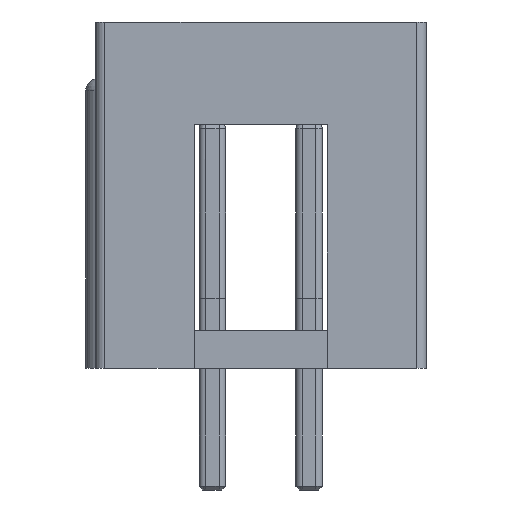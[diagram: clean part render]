
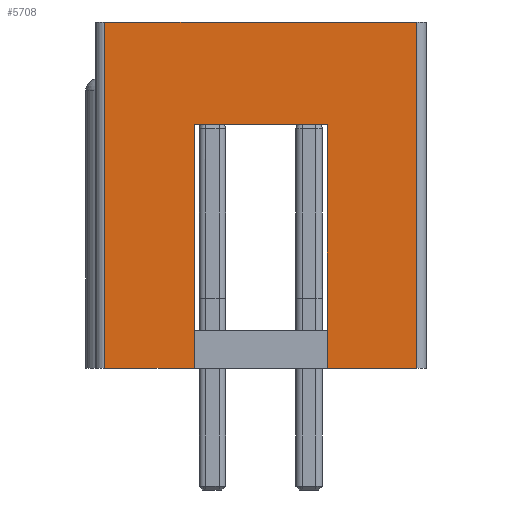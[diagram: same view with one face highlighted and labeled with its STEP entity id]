
A CAD part, left-side view. The second image highlights one B-rep face of the part: STEP entity #5708.
In plain terms, the highlighted planar face has unit normal (-1, 0, 0).
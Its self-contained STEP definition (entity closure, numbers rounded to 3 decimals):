
#69 = PLANE('',#70);
#70 = AXIS2_PLACEMENT_3D('',#71,#72,#73);
#71 = CARTESIAN_POINT('',(0.,0.,0.));
#72 = DIRECTION('',(0.,0.,1.));
#73 = DIRECTION('',(1.,0.,-0.));
#122 = VERTEX_POINT('',#123);
#123 = CARTESIAN_POINT('',(-15.42,4.1,0.));
#138 = CYLINDRICAL_SURFACE('',#139,0.25);
#139 = AXIS2_PLACEMENT_3D('',#140,#141,#142);
#140 = CARTESIAN_POINT('',(-15.17,4.1,0.));
#141 = DIRECTION('',(0.,0.,1.));
#142 = DIRECTION('',(-0.,1.,0.));
#150 = EDGE_CURVE('',#122,#151,#153,.T.);
#151 = VERTEX_POINT('',#152);
#152 = CARTESIAN_POINT('',(-15.42,1.75,0.));
#153 = SURFACE_CURVE('',#154,(#158,#165),.PCURVE_S1.);
#154 = LINE('',#155,#156);
#155 = CARTESIAN_POINT('',(-15.42,4.35,0.));
#156 = VECTOR('',#157,1.);
#157 = DIRECTION('',(0.,-1.,0.));
#158 = PCURVE('',#69,#159);
#159 = DEFINITIONAL_REPRESENTATION('',(#160),#164);
#160 = LINE('',#161,#162);
#161 = CARTESIAN_POINT('',(-15.42,4.35));
#162 = VECTOR('',#163,1.);
#163 = DIRECTION('',(0.,-1.));
#164 = ( GEOMETRIC_REPRESENTATION_CONTEXT(2) 
PARAMETRIC_REPRESENTATION_CONTEXT() REPRESENTATION_CONTEXT('2D SPACE',''
  ) );
#165 = PCURVE('',#166,#171);
#166 = PLANE('',#167);
#167 = AXIS2_PLACEMENT_3D('',#168,#169,#170);
#168 = CARTESIAN_POINT('',(-15.42,4.35,0.));
#169 = DIRECTION('',(1.,0.,-0.));
#170 = DIRECTION('',(0.,-1.,0.));
#171 = DEFINITIONAL_REPRESENTATION('',(#172),#176);
#172 = LINE('',#173,#174);
#173 = CARTESIAN_POINT('',(0.,0.));
#174 = VECTOR('',#175,1.);
#175 = DIRECTION('',(1.,0.));
#176 = ( GEOMETRIC_REPRESENTATION_CONTEXT(2) 
PARAMETRIC_REPRESENTATION_CONTEXT() REPRESENTATION_CONTEXT('2D SPACE',''
  ) );
#194 = PLANE('',#195);
#195 = AXIS2_PLACEMENT_3D('',#196,#197,#198);
#196 = CARTESIAN_POINT('',(-14.42,1.75,0.));
#197 = DIRECTION('',(0.,-1.,0.));
#198 = DIRECTION('',(-1.,0.,0.));
#235 = VERTEX_POINT('',#236);
#236 = CARTESIAN_POINT('',(-15.42,-1.75,0.));
#250 = PLANE('',#251);
#251 = AXIS2_PLACEMENT_3D('',#252,#253,#254);
#252 = CARTESIAN_POINT('',(-15.42,-1.75,0.));
#253 = DIRECTION('',(0.,1.,0.));
#254 = DIRECTION('',(1.,0.,0.));
#262 = EDGE_CURVE('',#235,#263,#265,.T.);
#263 = VERTEX_POINT('',#264);
#264 = CARTESIAN_POINT('',(-15.42,-4.1,0.));
#265 = SURFACE_CURVE('',#266,(#270,#277),.PCURVE_S1.);
#266 = LINE('',#267,#268);
#267 = CARTESIAN_POINT('',(-15.42,4.35,0.));
#268 = VECTOR('',#269,1.);
#269 = DIRECTION('',(0.,-1.,0.));
#270 = PCURVE('',#69,#271);
#271 = DEFINITIONAL_REPRESENTATION('',(#272),#276);
#272 = LINE('',#273,#274);
#273 = CARTESIAN_POINT('',(-15.42,4.35));
#274 = VECTOR('',#275,1.);
#275 = DIRECTION('',(0.,-1.));
#276 = ( GEOMETRIC_REPRESENTATION_CONTEXT(2) 
PARAMETRIC_REPRESENTATION_CONTEXT() REPRESENTATION_CONTEXT('2D SPACE',''
  ) );
#277 = PCURVE('',#166,#278);
#278 = DEFINITIONAL_REPRESENTATION('',(#279),#283);
#279 = LINE('',#280,#281);
#280 = CARTESIAN_POINT('',(0.,0.));
#281 = VECTOR('',#282,1.);
#282 = DIRECTION('',(1.,0.));
#283 = ( GEOMETRIC_REPRESENTATION_CONTEXT(2) 
PARAMETRIC_REPRESENTATION_CONTEXT() REPRESENTATION_CONTEXT('2D SPACE',''
  ) );
#306 = CYLINDRICAL_SURFACE('',#307,0.25);
#307 = AXIS2_PLACEMENT_3D('',#308,#309,#310);
#308 = CARTESIAN_POINT('',(-15.17,-4.1,0.));
#309 = DIRECTION('',(0.,0.,1.));
#310 = DIRECTION('',(0.,-1.,0.));
#4783 = PLANE('',#4784);
#4784 = AXIS2_PLACEMENT_3D('',#4785,#4786,#4787);
#4785 = CARTESIAN_POINT('',(0.,0.,9.1));
#4786 = DIRECTION('',(0.,0.,1.));
#4787 = DIRECTION('',(1.,0.,-0.));
#5663 = EDGE_CURVE('',#122,#5664,#5666,.T.);
#5664 = VERTEX_POINT('',#5665);
#5665 = CARTESIAN_POINT('',(-15.42,4.1,9.1));
#5666 = SURFACE_CURVE('',#5667,(#5671,#5678),.PCURVE_S1.);
#5667 = LINE('',#5668,#5669);
#5668 = CARTESIAN_POINT('',(-15.42,4.1,0.));
#5669 = VECTOR('',#5670,1.);
#5670 = DIRECTION('',(0.,0.,1.));
#5671 = PCURVE('',#138,#5672);
#5672 = DEFINITIONAL_REPRESENTATION('',(#5673),#5677);
#5673 = LINE('',#5674,#5675);
#5674 = CARTESIAN_POINT('',(1.571,0.));
#5675 = VECTOR('',#5676,1.);
#5676 = DIRECTION('',(0.,1.));
#5677 = ( GEOMETRIC_REPRESENTATION_CONTEXT(2) 
PARAMETRIC_REPRESENTATION_CONTEXT() REPRESENTATION_CONTEXT('2D SPACE',''
  ) );
#5678 = PCURVE('',#166,#5679);
#5679 = DEFINITIONAL_REPRESENTATION('',(#5680),#5684);
#5680 = LINE('',#5681,#5682);
#5681 = CARTESIAN_POINT('',(0.25,0.));
#5682 = VECTOR('',#5683,1.);
#5683 = DIRECTION('',(0.,-1.));
#5684 = ( GEOMETRIC_REPRESENTATION_CONTEXT(2) 
PARAMETRIC_REPRESENTATION_CONTEXT() REPRESENTATION_CONTEXT('2D SPACE',''
  ) );
#5708 = ADVANCED_FACE('',(#5709),#166,.F.);
#5709 = FACE_BOUND('',#5710,.F.);
#5710 = EDGE_LOOP('',(#5711,#5712,#5713,#5736,#5757,#5758,#5781,#5809));
#5711 = ORIENTED_EDGE('',*,*,#150,.F.);
#5712 = ORIENTED_EDGE('',*,*,#5663,.T.);
#5713 = ORIENTED_EDGE('',*,*,#5714,.T.);
#5714 = EDGE_CURVE('',#5664,#5715,#5717,.T.);
#5715 = VERTEX_POINT('',#5716);
#5716 = CARTESIAN_POINT('',(-15.42,-4.1,9.1));
#5717 = SURFACE_CURVE('',#5718,(#5722,#5729),.PCURVE_S1.);
#5718 = LINE('',#5719,#5720);
#5719 = CARTESIAN_POINT('',(-15.42,4.35,9.1));
#5720 = VECTOR('',#5721,1.);
#5721 = DIRECTION('',(0.,-1.,0.));
#5722 = PCURVE('',#166,#5723);
#5723 = DEFINITIONAL_REPRESENTATION('',(#5724),#5728);
#5724 = LINE('',#5725,#5726);
#5725 = CARTESIAN_POINT('',(0.,-9.1));
#5726 = VECTOR('',#5727,1.);
#5727 = DIRECTION('',(1.,0.));
#5728 = ( GEOMETRIC_REPRESENTATION_CONTEXT(2) 
PARAMETRIC_REPRESENTATION_CONTEXT() REPRESENTATION_CONTEXT('2D SPACE',''
  ) );
#5729 = PCURVE('',#4783,#5730);
#5730 = DEFINITIONAL_REPRESENTATION('',(#5731),#5735);
#5731 = LINE('',#5732,#5733);
#5732 = CARTESIAN_POINT('',(-15.42,4.35));
#5733 = VECTOR('',#5734,1.);
#5734 = DIRECTION('',(0.,-1.));
#5735 = ( GEOMETRIC_REPRESENTATION_CONTEXT(2) 
PARAMETRIC_REPRESENTATION_CONTEXT() REPRESENTATION_CONTEXT('2D SPACE',''
  ) );
#5736 = ORIENTED_EDGE('',*,*,#5737,.F.);
#5737 = EDGE_CURVE('',#263,#5715,#5738,.T.);
#5738 = SURFACE_CURVE('',#5739,(#5743,#5750),.PCURVE_S1.);
#5739 = LINE('',#5740,#5741);
#5740 = CARTESIAN_POINT('',(-15.42,-4.1,0.));
#5741 = VECTOR('',#5742,1.);
#5742 = DIRECTION('',(0.,0.,1.));
#5743 = PCURVE('',#166,#5744);
#5744 = DEFINITIONAL_REPRESENTATION('',(#5745),#5749);
#5745 = LINE('',#5746,#5747);
#5746 = CARTESIAN_POINT('',(8.45,0.));
#5747 = VECTOR('',#5748,1.);
#5748 = DIRECTION('',(0.,-1.));
#5749 = ( GEOMETRIC_REPRESENTATION_CONTEXT(2) 
PARAMETRIC_REPRESENTATION_CONTEXT() REPRESENTATION_CONTEXT('2D SPACE',''
  ) );
#5750 = PCURVE('',#306,#5751);
#5751 = DEFINITIONAL_REPRESENTATION('',(#5752),#5756);
#5752 = LINE('',#5753,#5754);
#5753 = CARTESIAN_POINT('',(-1.571,0.));
#5754 = VECTOR('',#5755,1.);
#5755 = DIRECTION('',(-0.,1.));
#5756 = ( GEOMETRIC_REPRESENTATION_CONTEXT(2) 
PARAMETRIC_REPRESENTATION_CONTEXT() REPRESENTATION_CONTEXT('2D SPACE',''
  ) );
#5757 = ORIENTED_EDGE('',*,*,#262,.F.);
#5758 = ORIENTED_EDGE('',*,*,#5759,.T.);
#5759 = EDGE_CURVE('',#235,#5760,#5762,.T.);
#5760 = VERTEX_POINT('',#5761);
#5761 = CARTESIAN_POINT('',(-15.42,-1.75,6.4));
#5762 = SURFACE_CURVE('',#5763,(#5767,#5774),.PCURVE_S1.);
#5763 = LINE('',#5764,#5765);
#5764 = CARTESIAN_POINT('',(-15.42,-1.75,0.));
#5765 = VECTOR('',#5766,1.);
#5766 = DIRECTION('',(0.,0.,1.));
#5767 = PCURVE('',#166,#5768);
#5768 = DEFINITIONAL_REPRESENTATION('',(#5769),#5773);
#5769 = LINE('',#5770,#5771);
#5770 = CARTESIAN_POINT('',(6.1,0.));
#5771 = VECTOR('',#5772,1.);
#5772 = DIRECTION('',(0.,-1.));
#5773 = ( GEOMETRIC_REPRESENTATION_CONTEXT(2) 
PARAMETRIC_REPRESENTATION_CONTEXT() REPRESENTATION_CONTEXT('2D SPACE',''
  ) );
#5774 = PCURVE('',#250,#5775);
#5775 = DEFINITIONAL_REPRESENTATION('',(#5776),#5780);
#5776 = LINE('',#5777,#5778);
#5777 = CARTESIAN_POINT('',(0.,0.));
#5778 = VECTOR('',#5779,1.);
#5779 = DIRECTION('',(0.,-1.));
#5780 = ( GEOMETRIC_REPRESENTATION_CONTEXT(2) 
PARAMETRIC_REPRESENTATION_CONTEXT() REPRESENTATION_CONTEXT('2D SPACE',''
  ) );
#5781 = ORIENTED_EDGE('',*,*,#5782,.F.);
#5782 = EDGE_CURVE('',#5783,#5760,#5785,.T.);
#5783 = VERTEX_POINT('',#5784);
#5784 = CARTESIAN_POINT('',(-15.42,1.75,6.4));
#5785 = SURFACE_CURVE('',#5786,(#5790,#5797),.PCURVE_S1.);
#5786 = LINE('',#5787,#5788);
#5787 = CARTESIAN_POINT('',(-15.42,1.75,6.4));
#5788 = VECTOR('',#5789,1.);
#5789 = DIRECTION('',(0.,-1.,0.));
#5790 = PCURVE('',#166,#5791);
#5791 = DEFINITIONAL_REPRESENTATION('',(#5792),#5796);
#5792 = LINE('',#5793,#5794);
#5793 = CARTESIAN_POINT('',(2.6,-6.4));
#5794 = VECTOR('',#5795,1.);
#5795 = DIRECTION('',(1.,0.));
#5796 = ( GEOMETRIC_REPRESENTATION_CONTEXT(2) 
PARAMETRIC_REPRESENTATION_CONTEXT() REPRESENTATION_CONTEXT('2D SPACE',''
  ) );
#5797 = PCURVE('',#5798,#5803);
#5798 = PLANE('',#5799);
#5799 = AXIS2_PLACEMENT_3D('',#5800,#5801,#5802);
#5800 = CARTESIAN_POINT('',(-14.92,0.,6.4));
#5801 = DIRECTION('',(0.,0.,1.));
#5802 = DIRECTION('',(1.,0.,-0.));
#5803 = DEFINITIONAL_REPRESENTATION('',(#5804),#5808);
#5804 = LINE('',#5805,#5806);
#5805 = CARTESIAN_POINT('',(-0.5,1.75));
#5806 = VECTOR('',#5807,1.);
#5807 = DIRECTION('',(0.,-1.));
#5808 = ( GEOMETRIC_REPRESENTATION_CONTEXT(2) 
PARAMETRIC_REPRESENTATION_CONTEXT() REPRESENTATION_CONTEXT('2D SPACE',''
  ) );
#5809 = ORIENTED_EDGE('',*,*,#5810,.F.);
#5810 = EDGE_CURVE('',#151,#5783,#5811,.T.);
#5811 = SURFACE_CURVE('',#5812,(#5816,#5823),.PCURVE_S1.);
#5812 = LINE('',#5813,#5814);
#5813 = CARTESIAN_POINT('',(-15.42,1.75,0.));
#5814 = VECTOR('',#5815,1.);
#5815 = DIRECTION('',(0.,0.,1.));
#5816 = PCURVE('',#166,#5817);
#5817 = DEFINITIONAL_REPRESENTATION('',(#5818),#5822);
#5818 = LINE('',#5819,#5820);
#5819 = CARTESIAN_POINT('',(2.6,0.));
#5820 = VECTOR('',#5821,1.);
#5821 = DIRECTION('',(0.,-1.));
#5822 = ( GEOMETRIC_REPRESENTATION_CONTEXT(2) 
PARAMETRIC_REPRESENTATION_CONTEXT() REPRESENTATION_CONTEXT('2D SPACE',''
  ) );
#5823 = PCURVE('',#194,#5824);
#5824 = DEFINITIONAL_REPRESENTATION('',(#5825),#5829);
#5825 = LINE('',#5826,#5827);
#5826 = CARTESIAN_POINT('',(1.,0.));
#5827 = VECTOR('',#5828,1.);
#5828 = DIRECTION('',(0.,-1.));
#5829 = ( GEOMETRIC_REPRESENTATION_CONTEXT(2) 
PARAMETRIC_REPRESENTATION_CONTEXT() REPRESENTATION_CONTEXT('2D SPACE',''
  ) );
